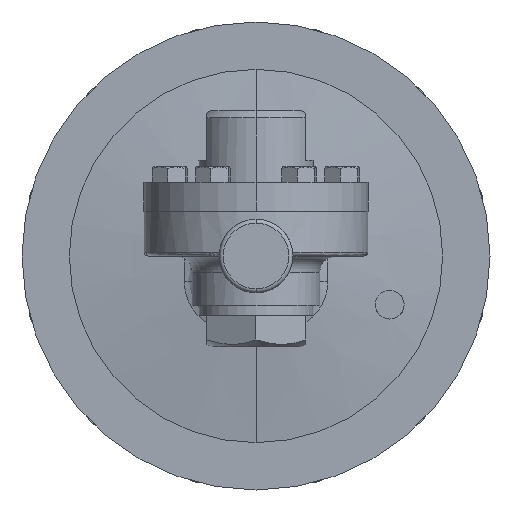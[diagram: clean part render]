
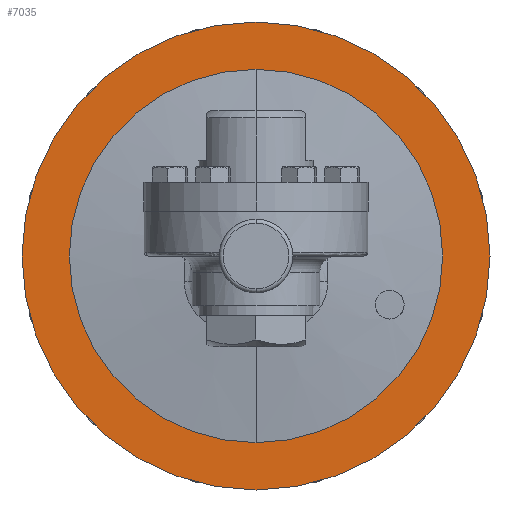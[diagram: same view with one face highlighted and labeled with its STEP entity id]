
A CAD part, front view. The second image highlights one B-rep face of the part: STEP entity #7035.
In plain terms, the highlighted planar face has unit normal (0, -1, 0).
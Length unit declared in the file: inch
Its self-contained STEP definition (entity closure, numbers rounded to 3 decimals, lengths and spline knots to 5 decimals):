
#334 = CIRCLE ( 'NONE', #12329, 2.84 ) ;
#913 = DIRECTION ( 'NONE',  ( 0., -1., 0. ) ) ;
#1015 = DIRECTION ( 'NONE',  ( 0., -1., 0. ) ) ;
#1327 = ORIENTED_EDGE ( 'NONE', *, *, #4292, .T. ) ;
#1886 = EDGE_LOOP ( 'NONE', ( #10268, #7120 ) ) ;
#2229 = EDGE_CURVE ( 'NONE', #6697, #11251, #6340, .T. ) ;
#2538 = AXIS2_PLACEMENT_3D ( 'NONE', #8850, #3128, #9810 ) ;
#3027 = EDGE_CURVE ( 'NONE', #11683, #7708, #334, .T. ) ;
#3128 = DIRECTION ( 'NONE',  ( 0., -1., 0. ) ) ;
#3559 = CARTESIAN_POINT ( 'NONE',  ( 0., 2.25, 0. ) ) ;
#3887 = CIRCLE ( 'NONE', #7172, 2.84 ) ;
#3923 = ORIENTED_EDGE ( 'NONE', *, *, #2229, .T. ) ;
#4292 = EDGE_CURVE ( 'NONE', #11251, #6697, #6301, .T. ) ;
#4540 = DIRECTION ( 'NONE',  ( 0., 0., -1. ) ) ;
#4590 = DIRECTION ( 'NONE',  ( 0., 0., -1. ) ) ;
#4687 = AXIS2_PLACEMENT_3D ( 'NONE', #7422, #10287, #4590 ) ;
#5717 = FACE_BOUND ( 'NONE', #1886, .T. ) ;
#6301 = CIRCLE ( 'NONE', #2538, 3.56 ) ;
#6340 = CIRCLE ( 'NONE', #10538, 3.56 ) ;
#6644 = CARTESIAN_POINT ( 'NONE',  ( 0., 2.25, 0. ) ) ;
#6697 = VERTEX_POINT ( 'NONE', #7822 ) ;
#6745 = CARTESIAN_POINT ( 'NONE',  ( 0., 2.25, 0. ) ) ;
#6874 = CARTESIAN_POINT ( 'NONE',  ( 0., 2.25, -2.84 ) ) ;
#7035 = ADVANCED_FACE ( 'NONE', ( #5717, #10771 ), #8328, .T. ) ;
#7043 = EDGE_LOOP ( 'NONE', ( #3923, #1327 ) ) ;
#7120 = ORIENTED_EDGE ( 'NONE', *, *, #3027, .F. ) ;
#7172 = AXIS2_PLACEMENT_3D ( 'NONE', #6745, #1015, #7707 ) ;
#7422 = CARTESIAN_POINT ( 'NONE',  ( 0., 2.25, -3.655 ) ) ;
#7602 = DIRECTION ( 'NONE',  ( 0., 0., -1. ) ) ;
#7707 = DIRECTION ( 'NONE',  ( 0., 0., -1. ) ) ;
#7708 = VERTEX_POINT ( 'NONE', #10148 ) ;
#7822 = CARTESIAN_POINT ( 'NONE',  ( 0., 2.25, -3.56 ) ) ;
#7930 = EDGE_CURVE ( 'NONE', #7708, #11683, #3887, .T. ) ;
#8328 = PLANE ( 'NONE',  #4687 ) ;
#8850 = CARTESIAN_POINT ( 'NONE',  ( 0., 2.25, 0. ) ) ;
#9810 = DIRECTION ( 'NONE',  ( 0., 0., -1. ) ) ;
#10148 = CARTESIAN_POINT ( 'NONE',  ( 0., 2.25, 2.84 ) ) ;
#10240 = DIRECTION ( 'NONE',  ( 0., -1., 0. ) ) ;
#10268 = ORIENTED_EDGE ( 'NONE', *, *, #7930, .F. ) ;
#10287 = DIRECTION ( 'NONE',  ( 0., -1., 0. ) ) ;
#10538 = AXIS2_PLACEMENT_3D ( 'NONE', #6644, #913, #7602 ) ;
#10771 = FACE_OUTER_BOUND ( 'NONE', #7043, .T. ) ;
#11251 = VERTEX_POINT ( 'NONE', #12287 ) ;
#11683 = VERTEX_POINT ( 'NONE', #6874 ) ;
#12287 = CARTESIAN_POINT ( 'NONE',  ( 0., 2.25, 3.56 ) ) ;
#12329 = AXIS2_PLACEMENT_3D ( 'NONE', #3559, #10240, #4540 ) ;
